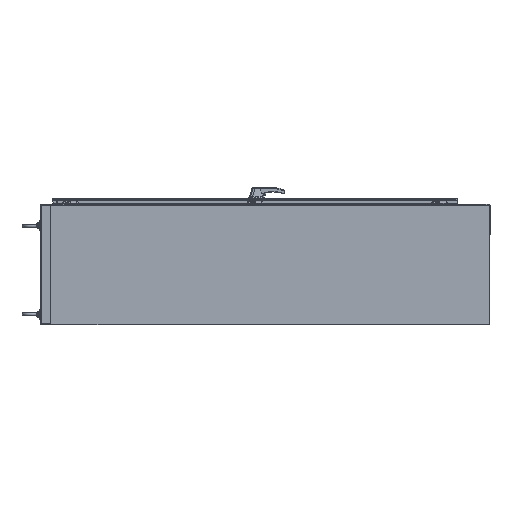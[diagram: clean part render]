
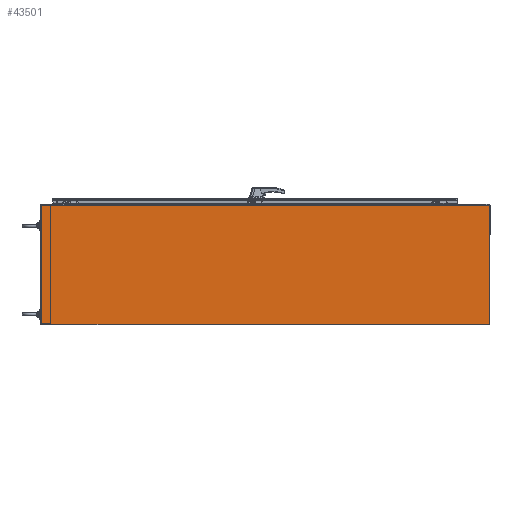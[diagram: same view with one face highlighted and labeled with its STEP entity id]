
A CAD part, left-side view. The second image highlights one B-rep face of the part: STEP entity #43501.
In plain terms, the highlighted planar face has unit normal (-1, 0, 0).
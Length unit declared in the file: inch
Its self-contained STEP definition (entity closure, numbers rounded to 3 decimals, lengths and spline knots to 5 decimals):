
#832 = EDGE_CURVE ( 'NONE', #53552, #111750, #132850, .T. ) ;
#6663 = LINE ( 'NONE', #152601, #118138 ) ;
#6803 = LINE ( 'NONE', #207526, #155439 ) ;
#10836 = EDGE_CURVE ( 'NONE', #111750, #53612, #33292, .T. ) ;
#16011 = DIRECTION ( 'NONE',  ( 0., 1., 0. ) ) ;
#17597 = CARTESIAN_POINT ( 'NONE',  ( -71.596, 0., 89.875 ) ) ;
#19335 = CARTESIAN_POINT ( 'NONE',  ( -71.596, -23.875, 0. ) ) ;
#20647 = VERTEX_POINT ( 'NONE', #19335 ) ;
#21829 = ORIENTED_EDGE ( 'NONE', *, *, #832, .T. ) ;
#33292 = LINE ( 'NONE', #171937, #216588 ) ;
#43501 = ADVANCED_FACE ( 'NONE', ( #152894 ), #235928, .T. ) ;
#45738 = ORIENTED_EDGE ( 'NONE', *, *, #185349, .T. ) ;
#51156 = VECTOR ( 'NONE', #200996, 39.37008 ) ;
#53552 = VERTEX_POINT ( 'NONE', #211972 ) ;
#53612 = VERTEX_POINT ( 'NONE', #195076 ) ;
#56645 = DIRECTION ( 'NONE',  ( -1., 0., 0. ) ) ;
#56984 = ORIENTED_EDGE ( 'NONE', *, *, #99687, .T. ) ;
#58966 = VERTEX_POINT ( 'NONE', #143496 ) ;
#72905 = CARTESIAN_POINT ( 'NONE',  ( -71.596, -23.875, 0. ) ) ;
#74085 = CIRCLE ( 'NONE', #124833, 0.015 ) ;
#79976 = DIRECTION ( 'NONE',  ( 0., 0., -1. ) ) ;
#81625 = VECTOR ( 'NONE', #16011, 39.37008 ) ;
#88831 = VECTOR ( 'NONE', #131490, 39.37008 ) ;
#92724 = AXIS2_PLACEMENT_3D ( 'NONE', #199870, #56645, #166153 ) ;
#99687 = EDGE_CURVE ( 'NONE', #222250, #58966, #74085, .T. ) ;
#105540 = CARTESIAN_POINT ( 'NONE',  ( -71.596, -23.815, 6.672 ) ) ;
#109186 = ORIENTED_EDGE ( 'NONE', *, *, #232422, .T. ) ;
#111750 = VERTEX_POINT ( 'NONE', #229040 ) ;
#118138 = VECTOR ( 'NONE', #171842, 39.37008 ) ;
#122678 = EDGE_CURVE ( 'NONE', #20647, #200906, #196928, .T. ) ;
#124833 = AXIS2_PLACEMENT_3D ( 'NONE', #224112, #171118, #79976 ) ;
#128857 = LINE ( 'NONE', #198907, #88831 ) ;
#131490 = DIRECTION ( 'NONE',  ( 0., 0., 1. ) ) ;
#132840 = DIRECTION ( 'NONE',  ( 0., 1., 0. ) ) ;
#132850 = LINE ( 'NONE', #17597, #81625 ) ;
#137824 = ORIENTED_EDGE ( 'NONE', *, *, #197550, .T. ) ;
#143074 = ORIENTED_EDGE ( 'NONE', *, *, #122678, .T. ) ;
#143496 = CARTESIAN_POINT ( 'NONE',  ( -71.596, -23.815, 6.702 ) ) ;
#151643 = CARTESIAN_POINT ( 'NONE',  ( -71.596, -23.875, 6.672 ) ) ;
#152601 = CARTESIAN_POINT ( 'NONE',  ( -71.596, 0., 0. ) ) ;
#152894 = FACE_OUTER_BOUND ( 'NONE', #176221, .T. ) ;
#155439 = VECTOR ( 'NONE', #132840, 39.37008 ) ;
#166153 = DIRECTION ( 'NONE',  ( 0., 0., -1. ) ) ;
#171118 = DIRECTION ( 'NONE',  ( 1., 0., 0. ) ) ;
#171842 = DIRECTION ( 'NONE',  ( 0., -1., 0. ) ) ;
#171937 = CARTESIAN_POINT ( 'NONE',  ( -71.596, 0., 0. ) ) ;
#176221 = EDGE_LOOP ( 'NONE', ( #143074, #137824, #56984, #109186, #21829, #176541, #45738 ) ) ;
#176541 = ORIENTED_EDGE ( 'NONE', *, *, #10836, .T. ) ;
#185349 = EDGE_CURVE ( 'NONE', #53612, #20647, #6663, .T. ) ;
#195076 = CARTESIAN_POINT ( 'NONE',  ( -71.596, 0., 0. ) ) ;
#196928 = LINE ( 'NONE', #72905, #51156 ) ;
#197550 = EDGE_CURVE ( 'NONE', #200906, #222250, #6803, .T. ) ;
#198907 = CARTESIAN_POINT ( 'NONE',  ( -71.596, -23.815, 0. ) ) ;
#199870 = CARTESIAN_POINT ( 'NONE',  ( -71.596, 0., 0. ) ) ;
#200906 = VERTEX_POINT ( 'NONE', #151643 ) ;
#200996 = DIRECTION ( 'NONE',  ( 0., 0., 1. ) ) ;
#207526 = CARTESIAN_POINT ( 'NONE',  ( -71.596, -23.815, 6.672 ) ) ;
#208874 = DIRECTION ( 'NONE',  ( 0., 0., -1. ) ) ;
#211972 = CARTESIAN_POINT ( 'NONE',  ( -71.596, -23.815, 89.875 ) ) ;
#216588 = VECTOR ( 'NONE', #208874, 39.37008 ) ;
#222250 = VERTEX_POINT ( 'NONE', #105540 ) ;
#224112 = CARTESIAN_POINT ( 'NONE',  ( -71.596, -23.815, 6.687 ) ) ;
#229040 = CARTESIAN_POINT ( 'NONE',  ( -71.596, 0., 89.875 ) ) ;
#232422 = EDGE_CURVE ( 'NONE', #58966, #53552, #128857, .T. ) ;
#235928 = PLANE ( 'NONE',  #92724 ) ;
